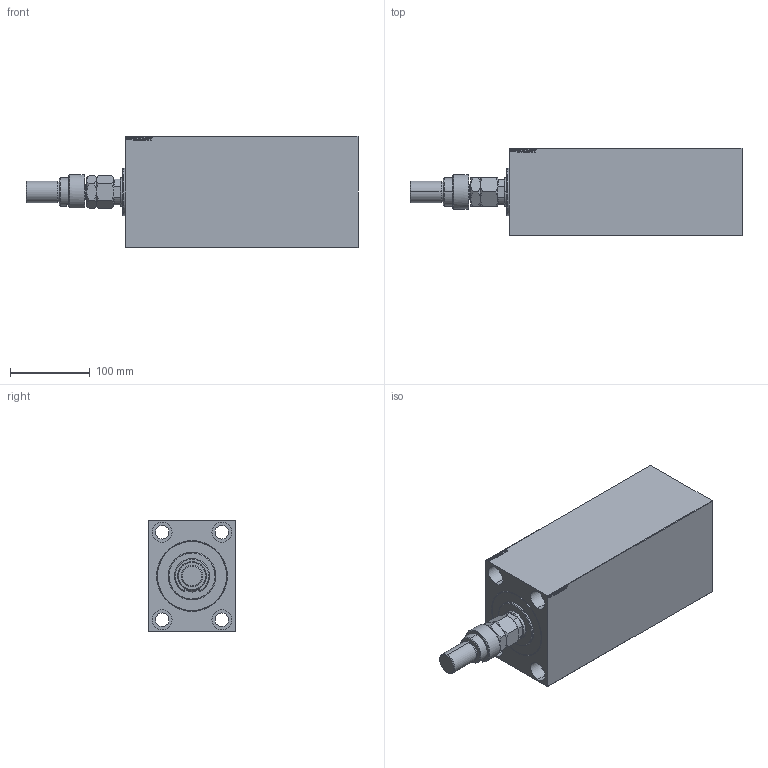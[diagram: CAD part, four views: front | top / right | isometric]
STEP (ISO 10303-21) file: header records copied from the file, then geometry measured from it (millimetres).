
FILE_DESCRIPTION (( 'STEP AP203' ), '1' );
FILE_NAME ('22c5.STEP', '2021-11-01T19:16:41', ( '' ), ( '' ), 'SwSTEP 2.0', 'SolidWorks 2019', '' );
FILE_SCHEMA (( 'CONFIG_CONTROL_DESIGN' ));
Length unit declared in the file: millimetre
Products named in the file (7): 22c5; DFA 01802a6567356cda6520c09e228f214d; V450CM_VC_B 01802a6567356cda6520c09e228f214d; MFA 01802a6567356cda6520c09e228f214d; FEMALE_PART_FOR_DFA 01802a6567356cda6520c09e228f214d; V450CM_C_VCP 01802a6567356cda6520c09e228f214d; V450CM_C 01802a6567356cda6520c09e228f214d
Assembly tree (6 placements, depth 3):
  22c5
    V450CM_C 01802a6567356cda6520c09e228f214d
    V450CM_C_VCP 01802a6567356cda6520c09e228f214d
    V450CM_VC_B 01802a6567356cda6520c09e228f214d
    DFA 01802a6567356cda6520c09e228f214d
      FEMALE_PART_FOR_DFA 01802a6567356cda6520c09e228f214d
      MFA 01802a6567356cda6520c09e228f214d
Bounding box: 417.5 x 110 x 140 mm (x, y, z)
Volume: 3497665.7 mm3; surface area: 407482.8 mm2
Topology: 5 solids, 5 shells, 950 faces, 2401 edges, 1575 vertices
Faces by surface type: plane 437, bspline 380, cylinder 75, cone 54, torus 4
Entity records: 47004 total; most frequent: CARTESIAN_POINT 25958, ORIENTED_EDGE 4798, DIRECTION 2937, EDGE_CURVE 2399, VERTEX_POINT 1575, VECTOR 1365, LINE 1365, EDGE_LOOP 1080
